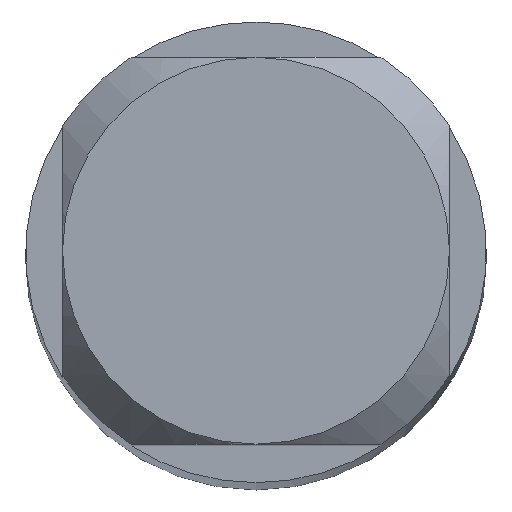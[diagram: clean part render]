
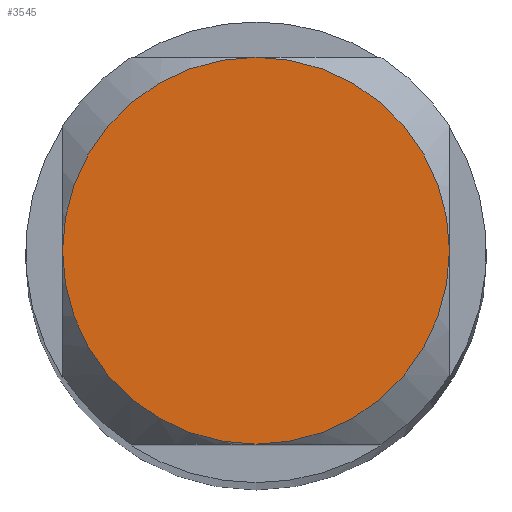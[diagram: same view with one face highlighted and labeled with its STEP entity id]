
A CAD part, top view. The second image highlights one B-rep face of the part: STEP entity #3545.
In plain terms, the highlighted planar face has unit normal (0, 0, 1).
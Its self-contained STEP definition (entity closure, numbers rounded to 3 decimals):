
#2177=EDGE_CURVE('',#3205,#4371,#6113,.T.);
#2227=VERTEX_POINT('',#6168);
#2445=EDGE_CURVE('',#2227,#3205,#6398,.T.);
#3205=VERTEX_POINT('',#7225);
#3545=ADVANCED_FACE('',(#7586),#7587,.T.);
#4371=VERTEX_POINT('',#8487);
#4519=EDGE_CURVE('',#5167,#2227,#8650,.T.);
#5113=EDGE_CURVE('',#4371,#5167,#9298,.T.);
#5167=VERTEX_POINT('',#9356);
#6113=CIRCLE('',#10583,1.05);
#6168=CARTESIAN_POINT('',(-1.05,0.0,0.0));
#6398=CIRCLE('',#11142,1.05);
#7225=CARTESIAN_POINT('',(0.0,1.05,0.0));
#7586=FACE_OUTER_BOUND('',#13216,.T.);
#7587=PLANE('',#13217);
#8487=CARTESIAN_POINT('',(1.05,0.0,0.0));
#8650=CIRCLE('',#15233,1.05);
#9298=CIRCLE('',#16362,1.05);
#9356=CARTESIAN_POINT('',(0.0,-1.05,0.0));
#10583=AXIS2_PLACEMENT_3D('',#17966,#17967,#17968);
#11142=AXIS2_PLACEMENT_3D('',#18230,#18231,#18232);
#13216=EDGE_LOOP('',(#19440,#19441,#19442,#19443));
#13217=AXIS2_PLACEMENT_3D('',#19444,#19445,#19446);
#15233=AXIS2_PLACEMENT_3D('',#20872,#20873,#20874);
#16362=AXIS2_PLACEMENT_3D('',#21558,#21559,#21560);
#17966=CARTESIAN_POINT('',(0.0,0.0,0.0));
#17967=DIRECTION('',(0.0,0.0,-1.0));
#17968=DIRECTION('',(0.0,1.0,0.0));
#18230=CARTESIAN_POINT('',(0.0,0.0,0.0));
#18231=DIRECTION('',(0.0,0.0,-1.0));
#18232=DIRECTION('',(0.0,1.0,0.0));
#19440=ORIENTED_EDGE('',*,*,#2177,.F.);
#19441=ORIENTED_EDGE('',*,*,#2445,.F.);
#19442=ORIENTED_EDGE('',*,*,#4519,.F.);
#19443=ORIENTED_EDGE('',*,*,#5113,.F.);
#19444=CARTESIAN_POINT('',(0.0,0.525,0.0));
#19445=DIRECTION('',(-0.0,0.0,1.0));
#19446=DIRECTION('',(0.0,-1.0,0.0));
#20872=CARTESIAN_POINT('',(0.0,0.0,0.0));
#20873=DIRECTION('',(0.0,0.0,-1.0));
#20874=DIRECTION('',(0.0,1.0,0.0));
#21558=CARTESIAN_POINT('',(0.0,0.0,0.0));
#21559=DIRECTION('',(0.0,0.0,-1.0));
#21560=DIRECTION('',(0.0,1.0,0.0));
